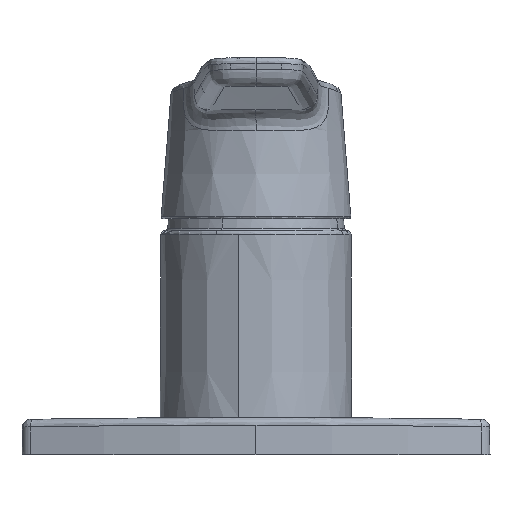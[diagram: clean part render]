
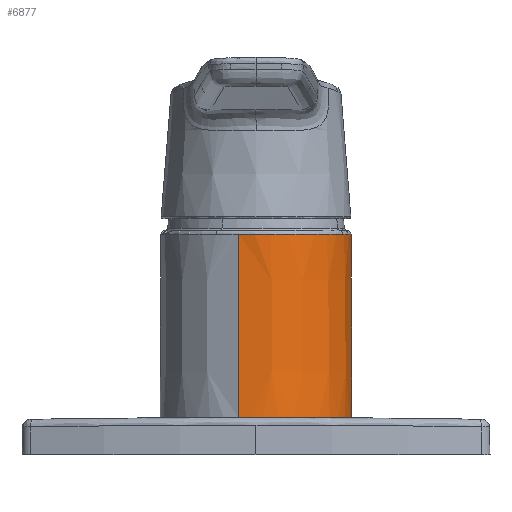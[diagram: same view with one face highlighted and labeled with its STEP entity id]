
A CAD part, front view. The second image highlights one B-rep face of the part: STEP entity #6877.
In plain terms, the highlighted conical face has half-angle 0.229 degrees and reference radius 24.4 mm.
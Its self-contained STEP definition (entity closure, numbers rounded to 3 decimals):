
#194 = CARTESIAN_POINT ( 'NONE',  ( 10.654, 22.223, 9.485 ) ) ;
#234 = CARTESIAN_POINT ( 'NONE',  ( 23.206, 8.18, 9.425 ) ) ;
#275 = CARTESIAN_POINT ( 'NONE',  ( 22.679, -9.518, 9.429 ) ) ;
#317 = CARTESIAN_POINT ( 'NONE',  ( 13.916, -20.323, 9.473 ) ) ;
#338 = ORIENTED_EDGE ( 'NONE', *, *, #11262, .T. ) ;
#363 = CARTESIAN_POINT ( 'NONE',  ( -2.933, -24.47, 9.499 ) ) ;
#531 = CARTESIAN_POINT ( 'NONE',  ( 0., 0., 56.504 ) ) ;
#578 = DIRECTION ( 'NONE',  ( -0.633, -0.775, 0. ) ) ;
#1136 = AXIS2_PLACEMENT_3D ( 'NONE', #11843, #2228, #1856 ) ;
#1182 = CARTESIAN_POINT ( 'NONE',  ( 14.094, 20.169, 9.472 ) ) ;
#1223 = CARTESIAN_POINT ( 'NONE',  ( 23.896, 5.865, 9.421 ) ) ;
#1262 = CARTESIAN_POINT ( 'NONE',  ( 22.183, -10.624, 9.432 ) ) ;
#1303 = CARTESIAN_POINT ( 'NONE',  ( 11.491, -21.746, 9.482 ) ) ;
#1396 = LINE ( 'NONE', #4611, #9178 ) ;
#1397 = CARTESIAN_POINT ( 'NONE',  ( -4.518, -24.173, 9.497 ) ) ;
#1505 = DIRECTION ( 'NONE',  ( -0.633, -0.775, 0. ) ) ;
#1856 = DIRECTION ( 'NONE',  ( 0.184, 0.983, 0. ) ) ;
#2138 = EDGE_LOOP ( 'NONE', ( #2919, #338, #6195, #7996, #8470 ) ) ;
#2158 = CARTESIAN_POINT ( 'NONE',  ( 16.015, 18.681, 9.464 ) ) ;
#2206 = CARTESIAN_POINT ( 'NONE',  ( 24.572, 1.888, 9.416 ) ) ;
#2228 = DIRECTION ( 'NONE',  ( 0., 0., -1. ) ) ;
#2248 = CARTESIAN_POINT ( 'NONE',  ( 21.443, -12.067, 9.436 ) ) ;
#2286 = CARTESIAN_POINT ( 'NONE',  ( 10.404, -22.286, 9.485 ) ) ;
#2822 = VECTOR ( 'NONE', #7984, 1000. ) ;
#2919 = ORIENTED_EDGE ( 'NONE', *, *, #6120, .F. ) ;
#3043 = VERTEX_POINT ( 'NONE', #7242 ) ;
#3134 = CARTESIAN_POINT ( 'NONE',  ( 18.342, 16.46, 9.453 ) ) ;
#3138 = LINE ( 'NONE', #5990, #2822 ) ;
#3176 = CARTESIAN_POINT ( 'NONE',  ( 24.57, -1.32, 9.416 ) ) ;
#3218 = CARTESIAN_POINT ( 'NONE',  ( 19.723, -14.777, 9.446 ) ) ;
#3252 = AXIS2_PLACEMENT_3D ( 'NONE', #12219, #6421, #578 ) ;
#3260 = CARTESIAN_POINT ( 'NONE',  ( 8.176, -23.249, 9.491 ) ) ;
#3296 = VERTEX_POINT ( 'NONE', #10052 ) ;
#3625 = DIRECTION ( 'NONE',  ( 0.001, 0.004, -1. ) ) ;
#3799 = B_SPLINE_CURVE_WITH_KNOTS ( 'NONE', 3,
 ( #9901, #7989, #5057, #11863, #6036, #194, #7053, #1182, #8031, #2158, #8989, #3134, #9945, #4102, #10928, #5097, #11906, #6077, #234, #7096, #1223, #8076, #2206, #9030, #3176, #9993, #4147, #10967, #5138, #11952, #6121, #275, #7140, #1262, #8111, #2248, #9066, #3218, #10032, #4187, #11010, #5179, #11991, #6169, #317, #7183, #1303, #8155, #2286, #9110, #3260, #10074, #4235, #11056, #5220, #12031, #6213, #363, #7229 ),
 .UNSPECIFIED., .F., .F.,
 ( 4, 2, 2, 2, 2, 2, 2, 2, 2, 2, 2, 2, 2, 2, 2, 2, 2, 2, 2, 2, 2, 2, 1, 2, 2, 2, 2, 2, 2, 4 ),
 ( 0.062, 0.065, 0.067, 0.072, 0.074, 0.077, 0.081, 0.084, 0.086, 0.089, 0.091, 0.096, 0.098, 0.099, 0.101, 0.105, 0.107, 0.108, 0.11, 0.115, 0.116, 0.117, 0.12, 0.122, 0.123, 0.125, 0.129, 0.132, 0.134, 0.139 ),
 .UNSPECIFIED. ) ;
#4102 = CARTESIAN_POINT ( 'NONE',  ( 20.742, 13.236, 9.44 ) ) ;
#4147 = CARTESIAN_POINT ( 'NONE',  ( 24.42, -2.932, 9.417 ) ) ;
#4187 = CARTESIAN_POINT ( 'NONE',  ( 17.306, -17.477, 9.458 ) ) ;
#4235 = CARTESIAN_POINT ( 'NONE',  ( 4.291, -24.228, 9.498 ) ) ;
#4453 = CIRCLE ( 'NONE', #8595, 24.404 ) ;
#4611 = CARTESIAN_POINT ( 'NONE',  ( 4.483, 23.985, 57.5 ) ) ;
#5057 = CARTESIAN_POINT ( 'NONE',  ( 6.086, 23.841, 9.495 ) ) ;
#5097 = CARTESIAN_POINT ( 'NONE',  ( 21.946, 11.127, 9.433 ) ) ;
#5138 = CARTESIAN_POINT ( 'NONE',  ( 24.246, -4.134, 9.418 ) ) ;
#5179 = CARTESIAN_POINT ( 'NONE',  ( 16.421, -18.311, 9.463 ) ) ;
#5220 = CARTESIAN_POINT ( 'NONE',  ( 1.883, -24.533, 9.5 ) ) ;
#5817 = VERTEX_POINT ( 'NONE', #5850 ) ;
#5850 = CARTESIAN_POINT ( 'NONE',  ( 10.214, 22.164, 56.504 ) ) ;
#5990 = CARTESIAN_POINT ( 'NONE',  ( -4.483, -23.985, 57.5 ) ) ;
#6036 = CARTESIAN_POINT ( 'NONE',  ( 8.405, 23.125, 9.49 ) ) ;
#6077 = CARTESIAN_POINT ( 'NONE',  ( 22.927, 8.932, 9.427 ) ) ;
#6120 = EDGE_CURVE ( 'NONE', #3043, #5817, #4453, .T. ) ;
#6121 = CARTESIAN_POINT ( 'NONE',  ( 23.427, -7.651, 9.424 ) ) ;
#6139 = EDGE_CURVE ( 'NONE', #5817, #3296, #6295, .T. ) ;
#6169 = CARTESIAN_POINT ( 'NONE',  ( 15.194, -19.354, 9.468 ) ) ;
#6195 = ORIENTED_EDGE ( 'NONE', *, *, #10534, .F. ) ;
#6213 = CARTESIAN_POINT ( 'NONE',  ( -1.337, -24.608, 9.5 ) ) ;
#6295 = CIRCLE ( 'NONE', #3252, 24.404 ) ;
#6421 = DIRECTION ( 'NONE',  ( 0., 0., 1. ) ) ;
#6619 = FACE_OUTER_BOUND ( 'NONE', #2138, .T. ) ;
#6743 = EDGE_CURVE ( 'NONE', #3296, #7962, #1396, .T. ) ;
#6877 = ADVANCED_FACE ( 'NONE', ( #6619 ), #10228, .T. ) ;
#7053 = CARTESIAN_POINT ( 'NONE',  ( 12.076, 21.483, 9.48 ) ) ;
#7096 = CARTESIAN_POINT ( 'NONE',  ( 23.69, 6.648, 9.422 ) ) ;
#7140 = CARTESIAN_POINT ( 'NONE',  ( 22.52, -9.889, 9.43 ) ) ;
#7183 = CARTESIAN_POINT ( 'NONE',  ( 12.55, -21.164, 9.478 ) ) ;
#7229 = CARTESIAN_POINT ( 'NONE',  ( -4.518, -24.173, 9.497 ) ) ;
#7242 = CARTESIAN_POINT ( 'NONE',  ( -4.484, -23.989, 56.504 ) ) ;
#7377 = DIRECTION ( 'NONE',  ( 0., 0., 1. ) ) ;
#7508 = VERTEX_POINT ( 'NONE', #1397 ) ;
#7962 = VERTEX_POINT ( 'NONE', #9334 ) ;
#7984 = DIRECTION ( 'NONE',  ( -0.001, -0.004, -1. ) ) ;
#7989 = CARTESIAN_POINT ( 'NONE',  ( 5.306, 24.026, 9.496 ) ) ;
#7996 = ORIENTED_EDGE ( 'NONE', *, *, #6743, .F. ) ;
#8031 = CARTESIAN_POINT ( 'NONE',  ( 14.748, 19.696, 9.47 ) ) ;
#8076 = CARTESIAN_POINT ( 'NONE',  ( 24.398, 3.483, 9.417 ) ) ;
#8111 = CARTESIAN_POINT ( 'NONE',  ( 22.004, -10.99, 9.433 ) ) ;
#8155 = CARTESIAN_POINT ( 'NONE',  ( 11.133, -21.932, 9.483 ) ) ;
#8470 = ORIENTED_EDGE ( 'NONE', *, *, #6139, .F. ) ;
#8595 = AXIS2_PLACEMENT_3D ( 'NONE', #531, #7377, #1505 ) ;
#8989 = CARTESIAN_POINT ( 'NONE',  ( 16.619, 18.144, 9.462 ) ) ;
#9030 = CARTESIAN_POINT ( 'NONE',  ( 24.6, -0.517, 9.416 ) ) ;
#9066 = CARTESIAN_POINT ( 'NONE',  ( 21.037, -12.762, 9.439 ) ) ;
#9110 = CARTESIAN_POINT ( 'NONE',  ( 10.034, -22.455, 9.486 ) ) ;
#9178 = VECTOR ( 'NONE', #3625, 1000. ) ;
#9334 = CARTESIAN_POINT ( 'NONE',  ( 4.518, 24.173, 9.497 ) ) ;
#9901 = CARTESIAN_POINT ( 'NONE',  ( 4.518, 24.173, 9.497 ) ) ;
#9945 = CARTESIAN_POINT ( 'NONE',  ( 19.374, 15.233, 9.448 ) ) ;
#9993 = CARTESIAN_POINT ( 'NONE',  ( 24.465, -2.528, 9.417 ) ) ;
#10032 = CARTESIAN_POINT ( 'NONE',  ( 18.72, -16.029, 9.452 ) ) ;
#10052 = CARTESIAN_POINT ( 'NONE',  ( 4.484, 23.989, 56.504 ) ) ;
#10074 = CARTESIAN_POINT ( 'NONE',  ( 6.647, -23.731, 9.494 ) ) ;
#10228 = CONICAL_SURFACE ( 'NONE', #1136, 24.4, 0.004 ) ;
#10534 = EDGE_CURVE ( 'NONE', #7962, #7508, #3799, .T. ) ;
#10928 = CARTESIAN_POINT ( 'NONE',  ( 21.17, 12.541, 9.438 ) ) ;
#10967 = CARTESIAN_POINT ( 'NONE',  ( 24.31, -3.735, 9.418 ) ) ;
#11010 = CARTESIAN_POINT ( 'NONE',  ( 17.014, -17.761, 9.46 ) ) ;
#11056 = CARTESIAN_POINT ( 'NONE',  ( 3.495, -24.356, 9.498 ) ) ;
#11262 = EDGE_CURVE ( 'NONE', #3043, #7508, #3138, .T. ) ;
#11843 = CARTESIAN_POINT ( 'NONE',  ( 0., 0., 57.5 ) ) ;
#11863 = CARTESIAN_POINT ( 'NONE',  ( 7.634, 23.391, 9.492 ) ) ;
#11906 = CARTESIAN_POINT ( 'NONE',  ( 22.297, 10.405, 9.431 ) ) ;
#11952 = CARTESIAN_POINT ( 'NONE',  ( 23.875, -6.113, 9.421 ) ) ;
#11991 = CARTESIAN_POINT ( 'NONE',  ( 16.118, -18.578, 9.464 ) ) ;
#12031 = CARTESIAN_POINT ( 'NONE',  ( 1.074, -24.582, 9.5 ) ) ;
#12219 = CARTESIAN_POINT ( 'NONE',  ( 0., 0., 56.504 ) ) ;
